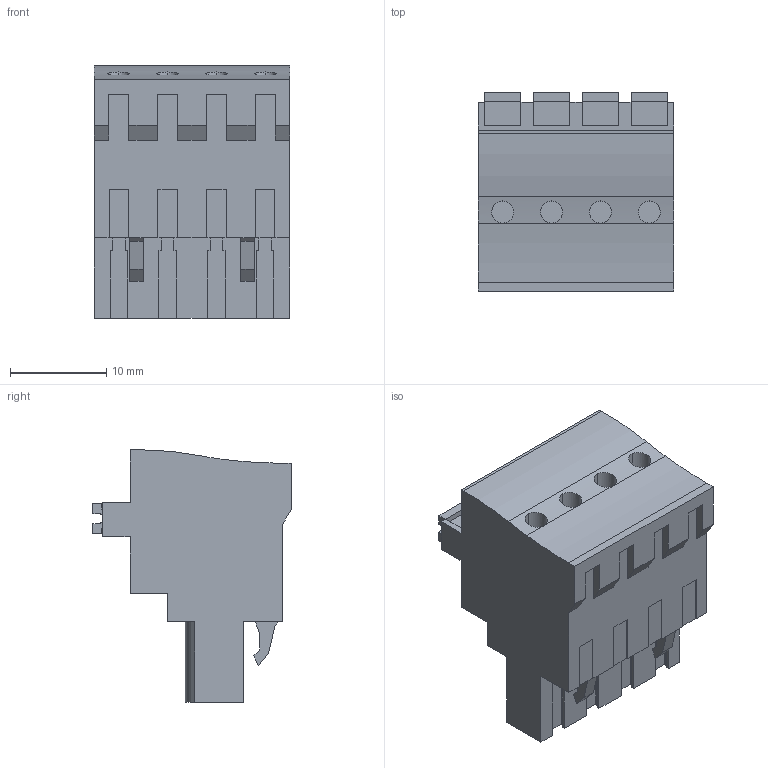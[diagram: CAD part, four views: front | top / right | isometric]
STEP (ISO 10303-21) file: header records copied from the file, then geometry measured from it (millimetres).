
FILE_DESCRIPTION(('CATIA V5 STEP Exchange','CAx-IF Rec.Pracs.--- Model Styling and Organization---1.2---2011-12-15'),'2;1');
FILE_NAME ('D1461142_0_1981950000_1981950000.stp','2017-10-30T14:53:41+00:00',('none'),('Weidmueller'),'CATIA Version 5-6 Release 2014','CATIA V5 STEP AP214','none');
FILE_SCHEMA(('AUTOMOTIVE_DESIGN { 1 0 10303 214 1 1 1 1 }'));
Length unit declared in the file: millimetre
Products named in the file (1): 1981950000
Bounding box: 20.32 x 20.64 x 26.24 mm (x, y, z)
Volume: 6010.6 mm3; surface area: 3394.1 mm2
Topology: 5 solids, 5 shells, 304 faces, 837 edges, 561 vertices
Faces by surface type: plane 261, cylinder 43
Entity records: 9016 total; most frequent: ORIENTED_EDGE 1674, CARTESIAN_POINT 1661, DIRECTION 1225, EDGE_CURVE 837, VECTOR 751, LINE 751, VERTEX_POINT 561, EDGE_LOOP 322
